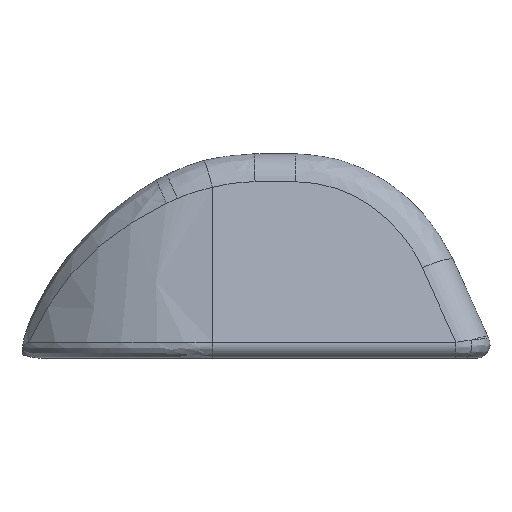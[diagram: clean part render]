
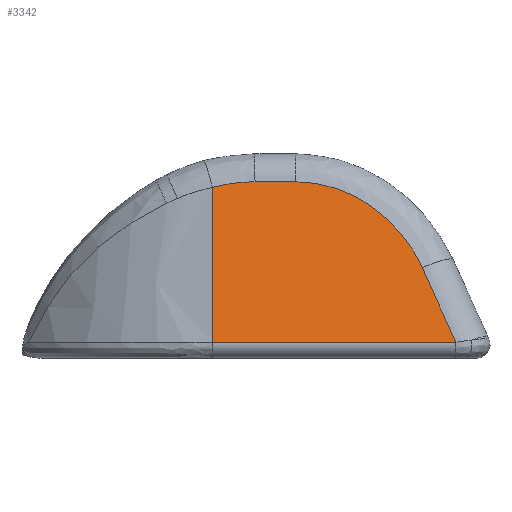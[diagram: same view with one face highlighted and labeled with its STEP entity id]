
A CAD part, front view. The second image highlights one B-rep face of the part: STEP entity #3342.
In plain terms, the highlighted planar face has unit normal (0, -0.985, 0.174).
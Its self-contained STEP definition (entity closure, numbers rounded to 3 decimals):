
#170 = CARTESIAN_POINT ( 'NONE',  ( 21.01, 2.298, 13.034 ) ) ;
#193 = CARTESIAN_POINT ( 'NONE',  ( 21.033, 2.298, 13.034 ) ) ;
#221 = CARTESIAN_POINT ( 'NONE',  ( 21.081, 2.298, 13.034 ) ) ;
#296 = VERTEX_POINT ( 'NONE', #3859 ) ;
#340 = CARTESIAN_POINT ( 'NONE',  ( 24.364, 2.19, 12.419 ) ) ;
#356 = ORIENTED_EDGE ( 'NONE', *, *, #3463, .F. ) ;
#394 = CARTESIAN_POINT ( 'NONE',  ( 30.129, 1.26, 7.145 ) ) ;
#503 = CARTESIAN_POINT ( 'NONE',  ( 17.975, 2.298, 13.034 ) ) ;
#572 = CARTESIAN_POINT ( 'NONE',  ( 0., 2.298, 13.034 ) ) ;
#598 = CARTESIAN_POINT ( 'NONE',  ( 21.936, 2.291, 12.994 ) ) ;
#651 = CARTESIAN_POINT ( 'NONE',  ( 30.334, 1.179, 6.688 ) ) ;
#668 = CARTESIAN_POINT ( 'NONE',  ( 29.371, 1.485, 8.423 ) ) ;
#765 = LINE ( 'NONE', #4004, #2120 ) ;
#804 = CARTESIAN_POINT ( 'NONE',  ( 30.334, 1.179, 6.688 ) ) ;
#906 = VECTOR ( 'NONE', #4500, 1000. ) ;
#1039 = CARTESIAN_POINT ( 'NONE',  ( 23.417, 2.244, 12.729 ) ) ;
#1174 = EDGE_CURVE ( 'NONE', #2843, #1369, #1215, .T. ) ;
#1215 = LINE ( 'NONE', #804, #4171 ) ;
#1284 = CARTESIAN_POINT ( 'NONE',  ( 21.096, 2.298, 13.034 ) ) ;
#1301 = CARTESIAN_POINT ( 'NONE',  ( 0., 0., 0. ) ) ;
#1358 = CARTESIAN_POINT ( 'NONE',  ( 14.829, 2.227, 12.63 ) ) ;
#1369 = VERTEX_POINT ( 'NONE', #3301 ) ;
#1414 = CARTESIAN_POINT ( 'NONE',  ( 24.827, 2.156, 12.227 ) ) ;
#1449 = CARTESIAN_POINT ( 'NONE',  ( 17.445, 2.298, 13.031 ) ) ;
#1461 = EDGE_CURVE ( 'NONE', #4212, #3040, #2727, .T. ) ;
#1472 = CARTESIAN_POINT ( 'NONE',  ( 30.334, 1.179, 6.688 ) ) ;
#1527 = EDGE_CURVE ( 'NONE', #3040, #2843, #2287, .T. ) ;
#1568 = VECTOR ( 'NONE', #2904, 1000. ) ;
#1758 = ORIENTED_EDGE ( 'NONE', *, *, #2240, .T. ) ;
#1777 = CARTESIAN_POINT ( 'NONE',  ( 26.161, 2.031, 11.516 ) ) ;
#1973 = FACE_OUTER_BOUND ( 'NONE', #3765, .T. ) ;
#1990 = CARTESIAN_POINT ( 'NONE',  ( 20.995, 2.298, 13.034 ) ) ;
#2019 = PLANE ( 'NONE',  #3102 ) ;
#2102 = ORIENTED_EDGE ( 'NONE', *, *, #3016, .F. ) ;
#2120 = VECTOR ( 'NONE', #3323, 1000. ) ;
#2159 = CARTESIAN_POINT ( 'NONE',  ( 28.446, 1.692, 9.593 ) ) ;
#2240 = EDGE_CURVE ( 'NONE', #296, #1369, #2489, .T. ) ;
#2278 = B_SPLINE_CURVE_WITH_KNOTS ( 'NONE', 3,
 ( #1358, #3219, #2797, #4593, #1449, #4617 ),
 .UNSPECIFIED., .F., .F.,
 ( 4, 2, 4 ),
 ( 0., 0.5, 1. ),
 .UNSPECIFIED. ) ;
#2287 = B_SPLINE_CURVE_WITH_KNOTS ( 'NONE', 3,
 ( #1990, #3389, #170, #193, #3037, #221, #1284, #2685, #2349, #2372, #3798, #598, #3439, #4624, #1039, #340, #1414, #4204, #1777, #3202, #2833, #2510, #2159, #2462, #668, #2861, #394, #1472 ),
 .UNSPECIFIED., .F., .F.,
 ( 4, 2, 2, 2, 2, 2, 2, 2, 2, 2, 2, 2, 2, 4 ),
 ( 0., 0.002, 0.006, 0.01, 0.025, 0.057, 0.12, 0.246, 0.371, 0.497, 0.623, 0.749, 0.874, 1. ),
 .UNSPECIFIED. ) ;
#2349 = CARTESIAN_POINT ( 'NONE',  ( 21.239, 2.298, 13.033 ) ) ;
#2353 = DIRECTION ( 'NONE',  ( 0., -0.985, 0.174 ) ) ;
#2372 = CARTESIAN_POINT ( 'NONE',  ( 21.429, 2.297, 13.027 ) ) ;
#2462 = CARTESIAN_POINT ( 'NONE',  ( 29.081, 1.556, 8.825 ) ) ;
#2489 = LINE ( 'NONE', #2862, #1568 ) ;
#2495 = VERTEX_POINT ( 'NONE', #3379 ) ;
#2510 = CARTESIAN_POINT ( 'NONE',  ( 28.098, 1.756, 9.96 ) ) ;
#2563 = CARTESIAN_POINT ( 'NONE',  ( 20.995, 2.298, 13.034 ) ) ;
#2685 = CARTESIAN_POINT ( 'NONE',  ( 21.176, 2.298, 13.034 ) ) ;
#2727 = LINE ( 'NONE', #572, #906 ) ;
#2797 = CARTESIAN_POINT ( 'NONE',  ( 15.863, 2.268, 12.862 ) ) ;
#2833 = CARTESIAN_POINT ( 'NONE',  ( 27.364, 1.875, 10.636 ) ) ;
#2843 = VERTEX_POINT ( 'NONE', #651 ) ;
#2861 = CARTESIAN_POINT ( 'NONE',  ( 29.895, 1.337, 7.583 ) ) ;
#2862 = CARTESIAN_POINT ( 'NONE',  ( 0., 0.207, 1.174 ) ) ;
#2904 = DIRECTION ( 'NONE',  ( 1., 0., 0. ) ) ;
#3016 = EDGE_CURVE ( 'NONE', #296, #2495, #765, .T. ) ;
#3037 = CARTESIAN_POINT ( 'NONE',  ( 21.049, 2.298, 13.034 ) ) ;
#3040 = VERTEX_POINT ( 'NONE', #2563 ) ;
#3102 = AXIS2_PLACEMENT_3D ( 'NONE', #1301, #2353, #3774 ) ;
#3202 = CARTESIAN_POINT ( 'NONE',  ( 26.977, 1.93, 10.947 ) ) ;
#3219 = CARTESIAN_POINT ( 'NONE',  ( 15.343, 2.25, 12.763 ) ) ;
#3301 = CARTESIAN_POINT ( 'NONE',  ( 32.821, 0.207, 1.174 ) ) ;
#3323 = DIRECTION ( 'NONE',  ( 0., 0.174, 0.985 ) ) ;
#3342 = ADVANCED_FACE ( 'NONE', ( #1973 ), #2019, .T. ) ;
#3379 = CARTESIAN_POINT ( 'NONE',  ( 14.829, 2.227, 12.63 ) ) ;
#3389 = CARTESIAN_POINT ( 'NONE',  ( 21.002, 2.298, 13.034 ) ) ;
#3439 = CARTESIAN_POINT ( 'NONE',  ( 22.188, 2.286, 12.964 ) ) ;
#3463 = EDGE_CURVE ( 'NONE', #2495, #4212, #2278, .T. ) ;
#3660 = DIRECTION ( 'NONE',  ( 0.406, -0.159, -0.9 ) ) ;
#3765 = EDGE_LOOP ( 'NONE', ( #4260, #4528, #4387, #356, #2102, #1758 ) ) ;
#3774 = DIRECTION ( 'NONE',  ( 0., 0.174, 0.985 ) ) ;
#3798 = CARTESIAN_POINT ( 'NONE',  ( 21.556, 2.296, 13.021 ) ) ;
#3859 = CARTESIAN_POINT ( 'NONE',  ( 14.829, 0.207, 1.174 ) ) ;
#4004 = CARTESIAN_POINT ( 'NONE',  ( 14.829, 1.693, 9.602 ) ) ;
#4171 = VECTOR ( 'NONE', #3660, 1000. ) ;
#4204 = CARTESIAN_POINT ( 'NONE',  ( 25.731, 2.076, 11.773 ) ) ;
#4212 = VERTEX_POINT ( 'NONE', #503 ) ;
#4260 = ORIENTED_EDGE ( 'NONE', *, *, #1174, .F. ) ;
#4387 = ORIENTED_EDGE ( 'NONE', *, *, #1461, .F. ) ;
#4500 = DIRECTION ( 'NONE',  ( 1., 0., 0. ) ) ;
#4528 = ORIENTED_EDGE ( 'NONE', *, *, #1527, .F. ) ;
#4593 = CARTESIAN_POINT ( 'NONE',  ( 16.914, 2.292, 12.996 ) ) ;
#4617 = CARTESIAN_POINT ( 'NONE',  ( 17.975, 2.298, 13.034 ) ) ;
#4624 = CARTESIAN_POINT ( 'NONE',  ( 22.933, 2.265, 12.847 ) ) ;
